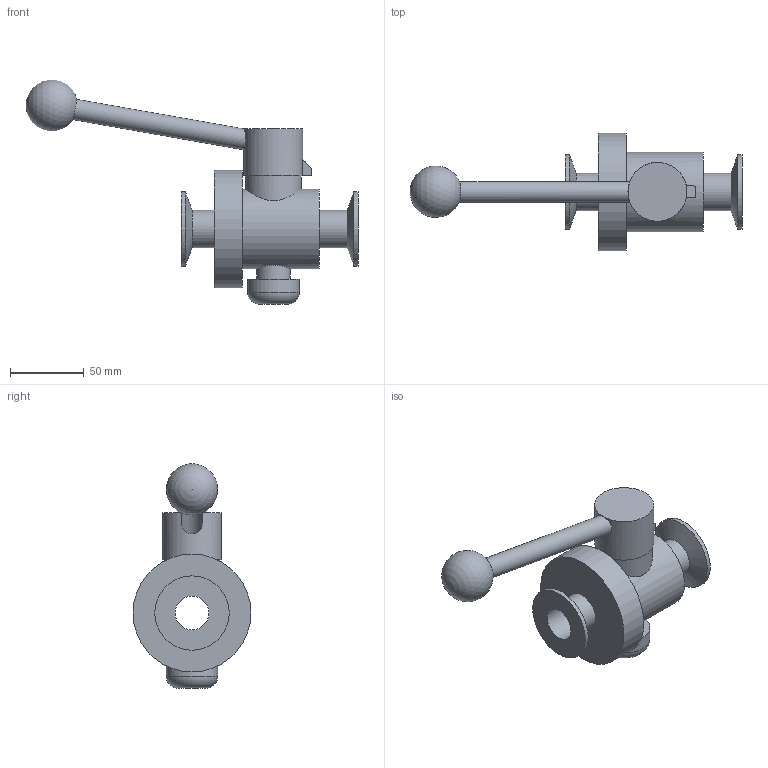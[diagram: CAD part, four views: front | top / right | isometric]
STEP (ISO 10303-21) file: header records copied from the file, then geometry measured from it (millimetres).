
FILE_DESCRIPTION(/* description */ (''),/* implementation_level */ '2;1');
FILE_NAME(/* name */ '2BM_C_10.stp',/* time_stamp */ '2021-08-19T16:22:17+09:00',/* author */ ('nishioka'),/* organization */ (''),/* preprocessor_version */ 'ST-DEVELOPER v18.1',/* originating_system */ 'Autodesk Inventor 2021',/* authorisation */ '');
FILE_SCHEMA (('AUTOMOTIVE_DESIGN { 1 0 10303 214 3 1 1 }'));
Length unit declared in the file: millimetre
Products named in the file (1): 2BM_CXC_10_1
Bounding box: 225.4 x 80 x 152.27 mm (x, y, z)
Volume: 315869.7 mm3; surface area: 59015.1 mm2
Topology: 1 solids, 1 shells, 31 faces, 67 edges, 44 vertices
Faces by surface type: plane 15, cylinder 12, cone 2, sphere 1, torus 1
Full cylindrical faces by diameter (mm): 14 x1, 23 x2, 25.4 x2, 35 x1, 38 x1, 40 x1, 50.5 x2, 54 x1, 80 x1
Entity records: 1016 total; most frequent: CARTESIAN_POINT 278, DIRECTION 153, ORIENTED_EDGE 132, EDGE_CURVE 66, AXIS2_PLACEMENT_3D 63, VERTEX_POINT 44, EDGE_LOOP 40, FACE_OUTER_BOUND 31
